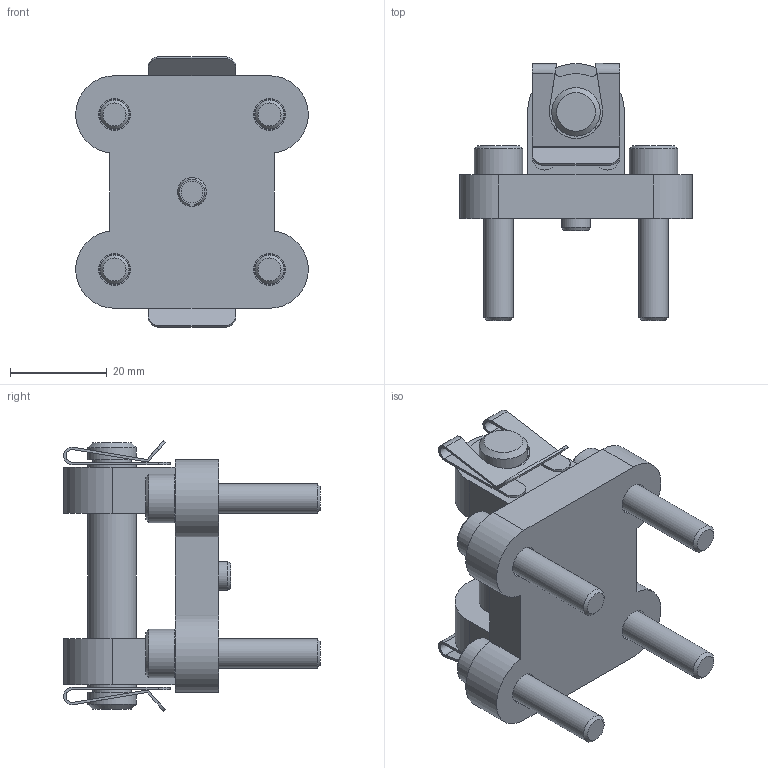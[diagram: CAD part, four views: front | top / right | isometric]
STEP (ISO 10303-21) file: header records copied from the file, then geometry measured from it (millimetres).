
FILE_DESCRIPTION(/* description */ ('STEP AP214'),/* implementation_level */ '2;1');
FILE_NAME(/* name */ '157322_SUA-32',/* time_stamp */ '2024-09-15T14:39:41+02:00',/* author */ ('License CC BY-ND 4.0'),/* organization */ ('CADENAS'),/* preprocessor_version */ 'ST-DEVELOPER v19.3',/* originating_system */ 'PARTsolutions',/* authorisation */ ' ');
FILE_SCHEMA (('AUTOMOTIVE_DESIGN {1 0 10303 214 3 1 1}'));
Length unit declared in the file: millimetre
Products named in the file (6): 157322 SUA-32; 157322 SUA-32---(F); 369041 BZ-10-046,0-AA (55); 210029 10 SXN 08 VERZINKT:SL; DIN-912 - M6x30(F); Clamping pin DIN 7346 6x10
Assembly tree (9 placements, depth 2):
  157322 SUA-32
    157322 SUA-32---(F)
    369041 BZ-10-046,0-AA (55)
    210029 10 SXN 08 VERZINKT:SL  x2
    DIN-912 - M6x30(F)  x4
    Clamping pin DIN 7346 6x10
Bounding box: 47.97 x 53 x 55.93 mm (x, y, z)
Volume: 32531.6 mm3; surface area: 17306.8 mm2
Topology: 9 solids, 9 shells, 217 faces, 488 edges, 296 vertices
Faces by surface type: plane 111, cylinder 58, cone 48
Full cylindrical faces by diameter (mm): 6 x5, 6.6 x4, 8 x2, 10 x9
Entity records: 3089 total; most frequent: DIRECTION 536, CARTESIAN_POINT 518, ORIENTED_EDGE 440, EDGE_CURVE 220, AXIS2_PLACEMENT_3D 209, VERTEX_POINT 153, FACE_BOUND 147, EDGE_LOOP 146
